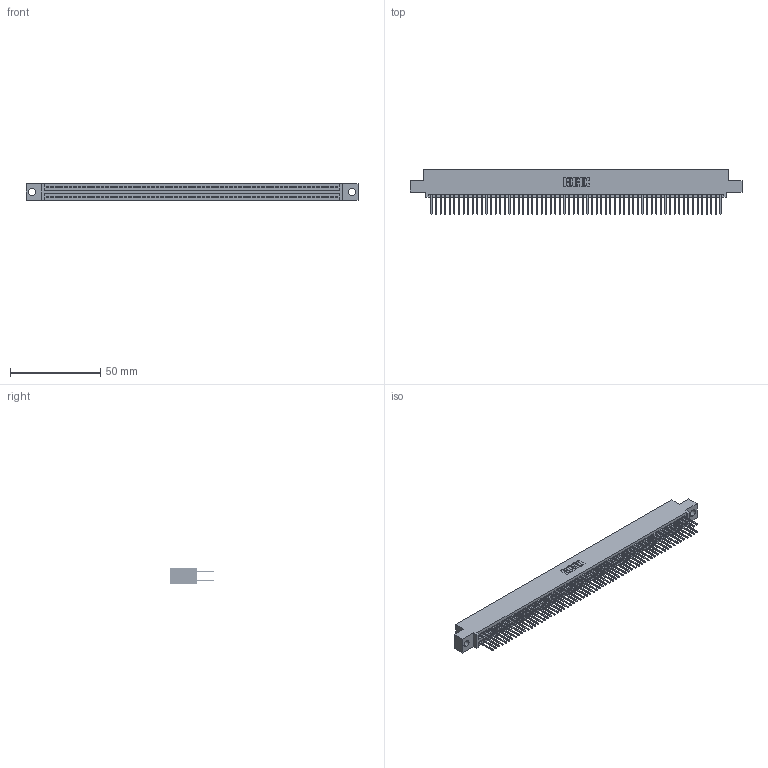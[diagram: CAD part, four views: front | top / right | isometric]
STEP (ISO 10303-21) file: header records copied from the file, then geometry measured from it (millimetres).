
FILE_DESCRIPTION (( 'STEP AP203' ), '1' );
FILE_NAME ('395-128-523-504.STEP', '2021-06-17T23:26:42', ( '' ), ( '' ), 'SwSTEP 2.0', 'SolidWorks 2020', '' );
FILE_SCHEMA (( 'CONFIG_CONTROL_DESIGN' ));
Length unit declared in the file: inch
Products named in the file (3): 345-292-001_345-293-123; 395-128-523-504; 345 Part_0.110 Offset - 0.156 Dia-TI
Assembly tree (129 placements, depth 2):
  395-128-523-504
    345 Part_0.110 Offset - 0.156 Dia-TI
    345-292-001_345-293-123  x128
Bounding box: 183.77 x 24.82 x 9.4 mm (x, y, z)
Volume: 18138.8 mm3; surface area: 28359.5 mm2
Topology: 129 solids, 129 shells, 6544 faces, 19461 edges, 12802 vertices
Faces by surface type: plane 4322, cylinder 2222
Entity records: 47823 total; most frequent: CARTESIAN_POINT 8002, ORIENTED_EDGE 7934, DIRECTION 7027, EDGE_CURVE 3967, VECTOR 3579, LINE 3579, VERTEX_POINT 2642, AXIS2_PLACEMENT_3D 1724
